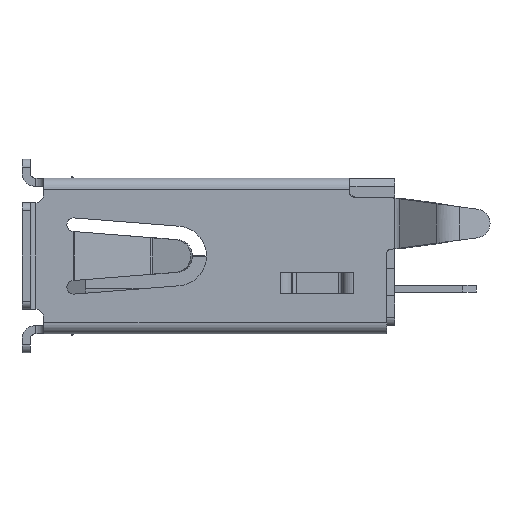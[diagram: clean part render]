
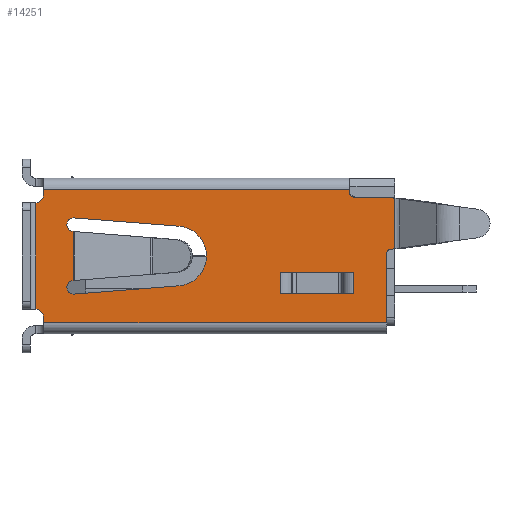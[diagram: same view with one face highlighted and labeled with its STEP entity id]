
A CAD part, left-side view. The second image highlights one B-rep face of the part: STEP entity #14251.
In plain terms, the highlighted planar face has unit normal (-1, 0, 0).
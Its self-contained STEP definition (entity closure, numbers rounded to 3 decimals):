
#158=PLANE('',#17790);
#776=LINE('',#22727,#2412);
#857=LINE('',#23054,#2493);
#863=LINE('',#23073,#2499);
#873=LINE('',#23103,#2509);
#978=LINE('',#23592,#2614);
#985=LINE('',#23667,#2621);
#1017=LINE('',#23790,#2653);
#1090=LINE('',#24094,#2726);
#1143=LINE('',#24332,#2779);
#1190=LINE('',#24668,#2826);
#1199=LINE('',#24685,#2835);
#1208=LINE('',#24710,#2844);
#1209=LINE('',#24712,#2845);
#1219=LINE('',#24763,#2855);
#1238=LINE('',#24840,#2874);
#1239=LINE('',#24843,#2875);
#1240=LINE('',#24845,#2876);
#1241=LINE('',#24846,#2877);
#1242=LINE('',#24847,#2878);
#1243=LINE('',#24849,#2879);
#1244=LINE('',#24851,#2880);
#1245=LINE('',#24853,#2881);
#1246=LINE('',#24854,#2882);
#2412=VECTOR('',#18640,1000.);
#2493=VECTOR('',#18829,1000.);
#2499=VECTOR('',#18839,1000.);
#2509=VECTOR('',#18865,1000.);
#2614=VECTOR('',#19120,1000.);
#2621=VECTOR('',#19137,1000.);
#2653=VECTOR('',#19243,1000.);
#2726=VECTOR('',#19428,1000.);
#2779=VECTOR('',#19567,1000.);
#2826=VECTOR('',#19708,1000.);
#2835=VECTOR('',#19727,1000.);
#2844=VECTOR('',#19752,1000.);
#2845=VECTOR('',#19755,1000.);
#2855=VECTOR('',#19779,1000.);
#2874=VECTOR('',#19832,1000.);
#2875=VECTOR('',#19837,1000.);
#2876=VECTOR('',#19838,1000.);
#2877=VECTOR('',#19839,1000.);
#2878=VECTOR('',#19840,1000.);
#2879=VECTOR('',#19843,1000.);
#2880=VECTOR('',#19844,1000.);
#2881=VECTOR('',#19847,1000.);
#2882=VECTOR('',#19848,1000.);
#5057=ORIENTED_EDGE('',*,*,#9106,.F.);
#5058=ORIENTED_EDGE('',*,*,#8537,.F.);
#5059=ORIENTED_EDGE('',*,*,#8619,.F.);
#5060=ORIENTED_EDGE('',*,*,#8879,.F.);
#5061=ORIENTED_EDGE('',*,*,#8307,.F.);
#5062=ORIENTED_EDGE('',*,*,#8766,.F.);
#5063=ORIENTED_EDGE('',*,*,#8699,.F.);
#5064=ORIENTED_EDGE('',*,*,#8393,.T.);
#5065=ORIENTED_EDGE('',*,*,#9048,.F.);
#5066=ORIENTED_EDGE('',*,*,#9105,.F.);
#5067=ORIENTED_EDGE('',*,*,#9107,.F.);
#5068=ORIENTED_EDGE('',*,*,#9108,.T.);
#5069=ORIENTED_EDGE('',*,*,#9109,.F.);
#5070=ORIENTED_EDGE('',*,*,#9039,.F.);
#5071=ORIENTED_EDGE('',*,*,#9110,.F.);
#5072=ORIENTED_EDGE('',*,*,#9061,.F.);
#5073=ORIENTED_EDGE('',*,*,#9111,.F.);
#5074=ORIENTED_EDGE('',*,*,#8958,.F.);
#5075=ORIENTED_EDGE('',*,*,#9049,.T.);
#5076=ORIENTED_EDGE('',*,*,#9112,.F.);
#5077=ORIENTED_EDGE('',*,*,#9113,.F.);
#5078=ORIENTED_EDGE('',*,*,#8522,.F.);
#5079=ORIENTED_EDGE('',*,*,#9114,.F.);
#5080=ORIENTED_EDGE('',*,*,#9062,.F.);
#5081=ORIENTED_EDGE('',*,*,#9115,.F.);
#5082=ORIENTED_EDGE('',*,*,#8514,.F.);
#5083=ORIENTED_EDGE('',*,*,#9116,.F.);
#5084=ORIENTED_EDGE('',*,*,#9077,.F.);
#5085=ORIENTED_EDGE('',*,*,#8752,.F.);
#5086=ORIENTED_EDGE('',*,*,#8711,.F.);
#8307=EDGE_CURVE('',#10462,#10463,#11830,.T.);
#8393=EDGE_CURVE('',#10548,#10546,#776,.T.);
#8514=EDGE_CURVE('',#10656,#10657,#857,.T.);
#8522=EDGE_CURVE('',#10663,#10664,#863,.T.);
#8537=EDGE_CURVE('',#10675,#10676,#873,.T.);
#8619=EDGE_CURVE('',#10739,#10675,#11906,.T.);
#8699=EDGE_CURVE('',#10548,#10804,#978,.T.);
#8711=EDGE_CURVE('',#10811,#10812,#985,.T.);
#8752=EDGE_CURVE('',#10812,#10839,#11942,.T.);
#8766=EDGE_CURVE('',#10850,#10462,#1017,.T.);
#8879=EDGE_CURVE('',#10463,#10739,#1090,.T.);
#8958=EDGE_CURVE('',#10924,#10977,#1143,.T.);
#9039=EDGE_CURVE('',#10804,#10981,#1190,.T.);
#9048=EDGE_CURVE('',#10909,#10546,#1199,.T.);
#9049=EDGE_CURVE('',#10924,#11022,#12019,.T.);
#9061=EDGE_CURVE('',#11029,#11027,#1208,.T.);
#9062=EDGE_CURVE('',#11030,#11031,#1209,.T.);
#9077=EDGE_CURVE('',#10839,#11036,#1219,.T.);
#9105=EDGE_CURVE('',#11052,#10909,#1238,.T.);
#9106=EDGE_CURVE('',#10676,#10850,#12033,.T.);
#9107=EDGE_CURVE('',#11053,#11052,#1239,.T.);
#9108=EDGE_CURVE('',#11053,#10916,#1240,.T.);
#9109=EDGE_CURVE('',#10981,#10916,#1241,.T.);
#9110=EDGE_CURVE('',#11027,#10811,#1242,.T.);
#9111=EDGE_CURVE('',#10977,#11029,#12034,.T.);
#9112=EDGE_CURVE('',#11054,#11022,#1243,.T.);
#9113=EDGE_CURVE('',#10664,#11054,#1244,.T.);
#9114=EDGE_CURVE('',#11031,#10663,#12035,.T.);
#9115=EDGE_CURVE('',#10657,#11030,#1245,.T.);
#9116=EDGE_CURVE('',#11036,#10656,#1246,.T.);
#10462=VERTEX_POINT('',#22389);
#10463=VERTEX_POINT('',#22390);
#10546=VERTEX_POINT('',#22725);
#10548=VERTEX_POINT('',#22728);
#10656=VERTEX_POINT('',#23053);
#10657=VERTEX_POINT('',#23055);
#10663=VERTEX_POINT('',#23072);
#10664=VERTEX_POINT('',#23074);
#10675=VERTEX_POINT('',#23102);
#10676=VERTEX_POINT('',#23104);
#10739=VERTEX_POINT('',#23381);
#10804=VERTEX_POINT('',#23593);
#10811=VERTEX_POINT('',#23668);
#10812=VERTEX_POINT('',#23669);
#10839=VERTEX_POINT('',#23761);
#10850=VERTEX_POINT('',#23789);
#10909=VERTEX_POINT('',#24011);
#10916=VERTEX_POINT('',#24025);
#10924=VERTEX_POINT('',#24048);
#10977=VERTEX_POINT('',#24333);
#10981=VERTEX_POINT('',#24348);
#11022=VERTEX_POINT('',#24688);
#11027=VERTEX_POINT('',#24703);
#11029=VERTEX_POINT('',#24709);
#11030=VERTEX_POINT('',#24713);
#11031=VERTEX_POINT('',#24714);
#11036=VERTEX_POINT('',#24764);
#11052=VERTEX_POINT('',#24839);
#11053=VERTEX_POINT('',#24844);
#11054=VERTEX_POINT('',#24850);
#11830=CIRCLE('',#17389,0.25);
#11906=CIRCLE('',#17523,0.25);
#11942=CIRCLE('',#17595,0.15);
#12019=CIRCLE('',#17758,0.3);
#12033=CIRCLE('',#17791,1.1);
#12034=CIRCLE('',#17792,0.3);
#12035=CIRCLE('',#17793,0.15);
#12434=EDGE_LOOP('',(#5057,#5058,#5059,#5060,#5061,#5062));
#12435=EDGE_LOOP('',(#5063,#5064,#5065,#5066,#5067,#5068,#5069,#5070));
#12436=EDGE_LOOP('',(#5071,#5072,#5073,#5074,#5075,#5076,#5077,#5078,#5079,
#5080,#5081,#5082,#5083,#5084,#5085,#5086));
#13233=FACE_BOUND('',#12434,.T.);
#13234=FACE_BOUND('',#12435,.T.);
#13235=FACE_BOUND('',#12436,.T.);
#14251=ADVANCED_FACE('',(#13233,#13234,#13235),#158,.F.);
#17389=AXIS2_PLACEMENT_3D('',#22388,#18515,#18516);
#17523=AXIS2_PLACEMENT_3D('',#23380,#18986,#18987);
#17595=AXIS2_PLACEMENT_3D('',#23760,#19214,#19215);
#17758=AXIS2_PLACEMENT_3D('',#24687,#19730,#19731);
#17790=AXIS2_PLACEMENT_3D('',#24841,#19833,#19834);
#17791=AXIS2_PLACEMENT_3D('',#24842,#19835,#19836);
#17792=AXIS2_PLACEMENT_3D('',#24848,#19841,#19842);
#17793=AXIS2_PLACEMENT_3D('',#24852,#19845,#19846);
#18515=DIRECTION('',(-1.,0.,0.));
#18516=DIRECTION('',(0.,0.,-1.));
#18640=DIRECTION('',(0.,-1.,0.));
#18829=DIRECTION('',(0.,-0.132,0.991));
#18839=DIRECTION('',(0.,-1.,0.));
#18865=DIRECTION('',(0.,0.078,0.997));
#18986=DIRECTION('',(-1.,0.,0.));
#18987=DIRECTION('',(0.,0.,-1.));
#19120=DIRECTION('',(0.,0.,-1.));
#19137=DIRECTION('',(0.,-1.,0.));
#19214=DIRECTION('',(-1.,0.,0.));
#19215=DIRECTION('',(0.,0.,-1.));
#19243=DIRECTION('',(0.,0.078,-0.997));
#19428=DIRECTION('',(0.,-1.,0.));
#19567=DIRECTION('',(0.,1.,0.));
#19708=DIRECTION('',(0.,-1.,0.));
#19727=DIRECTION('',(0.,1.,0.));
#19730=DIRECTION('',(1.,0.,0.));
#19731=DIRECTION('',(0.,0.,-1.));
#19752=DIRECTION('',(0.,1.,0.));
#19755=DIRECTION('',(0.,-0.132,-0.991));
#19779=DIRECTION('',(0.,0.,1.));
#19832=DIRECTION('',(0.,1.,0.));
#19833=DIRECTION('',(1.,0.,0.));
#19834=DIRECTION('',(0.,1.,0.));
#19835=DIRECTION('',(-1.,0.,0.));
#19836=DIRECTION('',(0.,0.,-1.));
#19837=DIRECTION('',(0.,0.,1.));
#19838=DIRECTION('',(0.,1.,0.));
#19839=DIRECTION('',(0.,-1.,0.));
#19840=DIRECTION('',(0.,0.,1.));
#19841=DIRECTION('',(-1.,0.,0.));
#19842=DIRECTION('',(0.,1.,0.));
#19843=DIRECTION('',(0.,1.,0.));
#19844=DIRECTION('',(0.,0.,-1.));
#19845=DIRECTION('',(-1.,0.,0.));
#19846=DIRECTION('',(0.,1.,0.));
#19847=DIRECTION('',(0.,-1.,0.));
#19848=DIRECTION('',(0.,1.,0.));
#22388=CARTESIAN_POINT('',(-6.55,1.15,-5.2));
#22389=CARTESIAN_POINT('',(-6.55,1.399,-5.18));
#22390=CARTESIAN_POINT('',(-6.55,0.901,-5.22));
#22725=CARTESIAN_POINT('',(-6.55,-0.59,5.1));
#22727=CARTESIAN_POINT('',(-6.55,-2.558,5.1));
#22728=CARTESIAN_POINT('',(-6.55,-0.589,5.1));
#23053=CARTESIAN_POINT('',(-6.55,2.165,6.3));
#23054=CARTESIAN_POINT('',(-6.55,2.121,6.629));
#23055=CARTESIAN_POINT('',(-6.55,2.125,6.6));
#23072=CARTESIAN_POINT('',(-6.55,0.094,6.3));
#23073=CARTESIAN_POINT('',(-6.55,2.165,6.3));
#23074=CARTESIAN_POINT('',(-6.55,-2.46,6.3));
#23102=CARTESIAN_POINT('',(-6.55,-1.399,-5.18));
#23103=CARTESIAN_POINT('',(-6.55,-1.405,-5.257));
#23104=CARTESIAN_POINT('',(-6.55,-1.097,-1.335));
#23380=CARTESIAN_POINT('',(-6.55,-1.15,-5.2));
#23381=CARTESIAN_POINT('',(-6.55,-0.901,-5.22));
#23592=CARTESIAN_POINT('',(-6.55,-0.589,5.1));
#23593=CARTESIAN_POINT('',(-6.55,-0.589,2.4));
#23667=CARTESIAN_POINT('',(-6.55,2.489,4.95));
#23668=CARTESIAN_POINT('',(-6.55,2.46,4.95));
#23669=CARTESIAN_POINT('',(-6.55,2.31,4.95));
#23760=CARTESIAN_POINT('',(-6.55,2.31,5.1));
#23761=CARTESIAN_POINT('',(-6.55,2.16,5.1));
#23789=CARTESIAN_POINT('',(-6.55,1.097,-1.335));
#23790=CARTESIAN_POINT('',(-6.55,1.097,-1.335));
#24011=CARTESIAN_POINT('',(-6.55,-1.39,5.1));
#24025=CARTESIAN_POINT('',(-6.55,-1.39,2.4));
#24048=CARTESIAN_POINT('',(-6.55,-1.96,-6.6));
#24094=CARTESIAN_POINT('',(-6.55,-2.558,-5.22));
#24332=CARTESIAN_POINT('',(-6.55,-2.558,-6.6));
#24333=CARTESIAN_POINT('',(-6.55,1.96,-6.6));
#24348=CARTESIAN_POINT('',(-6.55,-0.59,2.4));
#24668=CARTESIAN_POINT('',(-6.55,-1.391,2.4));
#24685=CARTESIAN_POINT('',(-6.55,-2.558,5.1));
#24687=CARTESIAN_POINT('',(-6.55,-2.26,-6.6));
#24688=CARTESIAN_POINT('',(-6.55,-2.26,-6.3));
#24703=CARTESIAN_POINT('',(-6.55,2.46,-6.3));
#24709=CARTESIAN_POINT('',(-6.55,2.26,-6.3));
#24710=CARTESIAN_POINT('',(-6.55,-2.531,-6.3));
#24712=CARTESIAN_POINT('',(-6.55,0.269,6.629));
#24713=CARTESIAN_POINT('',(-6.55,0.265,6.6));
#24714=CARTESIAN_POINT('',(-6.55,0.242,6.43));
#24763=CARTESIAN_POINT('',(-6.55,2.16,6.329));
#24764=CARTESIAN_POINT('',(-6.55,2.16,6.3));
#24839=CARTESIAN_POINT('',(-6.55,-1.391,5.1));
#24840=CARTESIAN_POINT('',(-6.55,-1.391,5.1));
#24841=CARTESIAN_POINT('',(-6.55,-2.558,-6.864));
#24842=CARTESIAN_POINT('',(-6.55,0.,-1.422));
#24843=CARTESIAN_POINT('',(-6.55,-1.391,2.4));
#24844=CARTESIAN_POINT('',(-6.55,-1.391,2.4));
#24845=CARTESIAN_POINT('',(-6.55,-1.391,2.4));
#24846=CARTESIAN_POINT('',(-6.55,-2.558,2.4));
#24847=CARTESIAN_POINT('',(-6.55,2.46,-6.864));
#24848=CARTESIAN_POINT('',(-6.55,2.26,-6.6));
#24849=CARTESIAN_POINT('',(-6.55,-2.531,-6.3));
#24850=CARTESIAN_POINT('',(-6.55,-2.46,-6.3));
#24851=CARTESIAN_POINT('',(-6.55,-2.46,-6.864));
#24852=CARTESIAN_POINT('',(-6.55,0.094,6.45));
#24853=CARTESIAN_POINT('',(-6.55,-2.558,6.6));
#24854=CARTESIAN_POINT('',(-6.55,-2.558,6.3));
